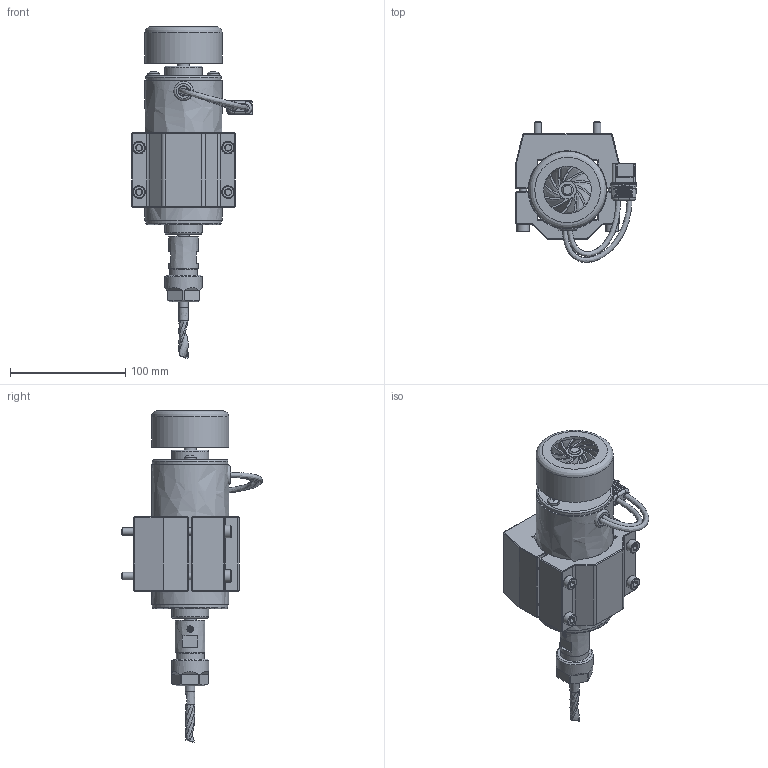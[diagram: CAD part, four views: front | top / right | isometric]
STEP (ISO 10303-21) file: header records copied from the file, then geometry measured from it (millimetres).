
FILE_DESCRIPTION(('FreeCAD Model'),'2;1');
FILE_NAME('Open CASCADE Shape Model','2025-05-09T04:56:10',('FreeCAD'),( 'FreeCAD'),'Open CASCADE STEP processor 7.6','FreeCAD','Unknown');
FILE_SCHEMA(('AUTOMOTIVE_DESIGN { 1 0 10303 214 1 1 1 1 }'));
Products named in the file (1): Open CASCADE STEP translator 7.6 1
Bounding box: 104.99 x 122.4 x 288.31 mm (x, y, z)
Volume: 467977.4 mm3; surface area: 212235.9 mm2
Topology: 33 solids, 33 shells, 1163 faces, 2788 edges, 1701 vertices
Faces by surface type: bspline 1163
Entity records: 45408 total; most frequent: CARTESIAN_POINT 29457, ORIENTED_EDGE 5552, EDGE_CURVE 2776, VERTEX_POINT 1701, B_SPLINE_CURVE_WITH_KNOTS 1513, FACE_BOUND 1271, EDGE_LOOP 1271, ADVANCED_FACE 1163
